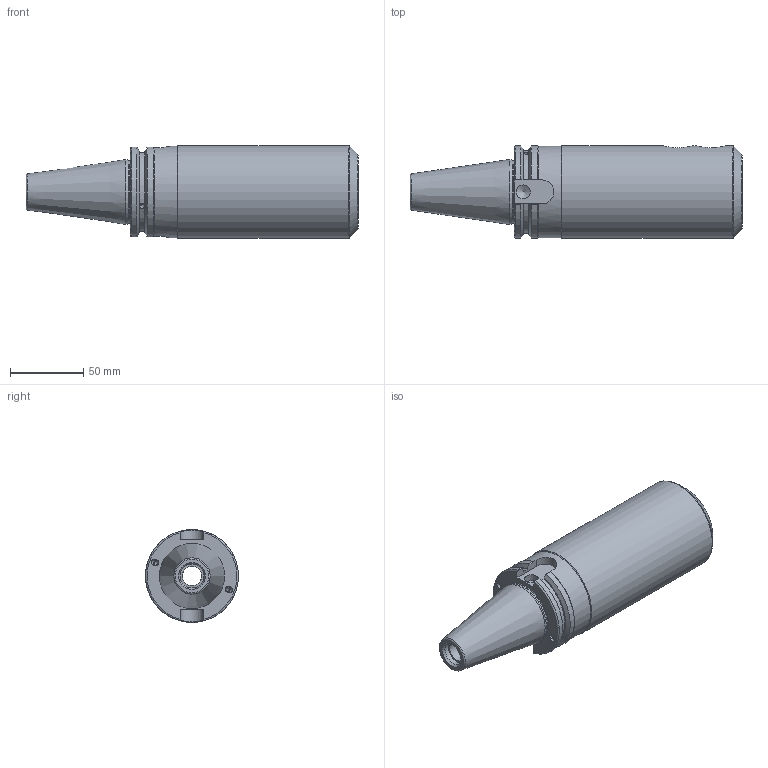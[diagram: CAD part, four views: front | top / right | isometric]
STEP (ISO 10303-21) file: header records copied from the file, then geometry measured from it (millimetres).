
FILE_DESCRIPTION(/* description */ (''),/* implementation_level */ '2;1');
FILE_NAME(/* name */ 'AK117B.stp',/* time_stamp */ '2025-01-02T09:50:14+09:00',/* author */ ('YSH'),/* organization */ (''),/* preprocessor_version */ 'ST-DEVELOPER v20',/* originating_system */ 'Autodesk Inventor 2025',/* authorisation */ '');
FILE_SCHEMA (('AUTOMOTIVE_DESIGN { 1 0 10303 214 3 1 1 }'));
Length unit declared in the file: millimetre
Products named in the file (1): LO-CAT40ADB-EMH31.75-158.7
Bounding box: 226.95 x 63.5 x 63.5 mm (x, y, z)
Volume: 438840.5 mm3; surface area: 61320.1 mm2
Topology: 1 solids, 1 shells, 93 faces, 261 edges, 172 vertices
Faces by surface type: plane 34, cylinder 32, cone 16, torus 11
Full cylindrical faces by diameter (mm): 3.242 x6, 4 x2, 4.2 x2, 9.525 x1, 13.386 x1, 16.3 x1, 17.323 x2, 31.75 x1, 32.95 x1, 43.6 x1, 62.5 x1, 63.5 x1
Entity records: 3513 total; most frequent: CARTESIAN_POINT 1100, ORIENTED_EDGE 516, DIRECTION 482, EDGE_CURVE 258, AXIS2_PLACEMENT_3D 196, VERTEX_POINT 172, EDGE_LOOP 112, FACE_OUTER_BOUND 93
